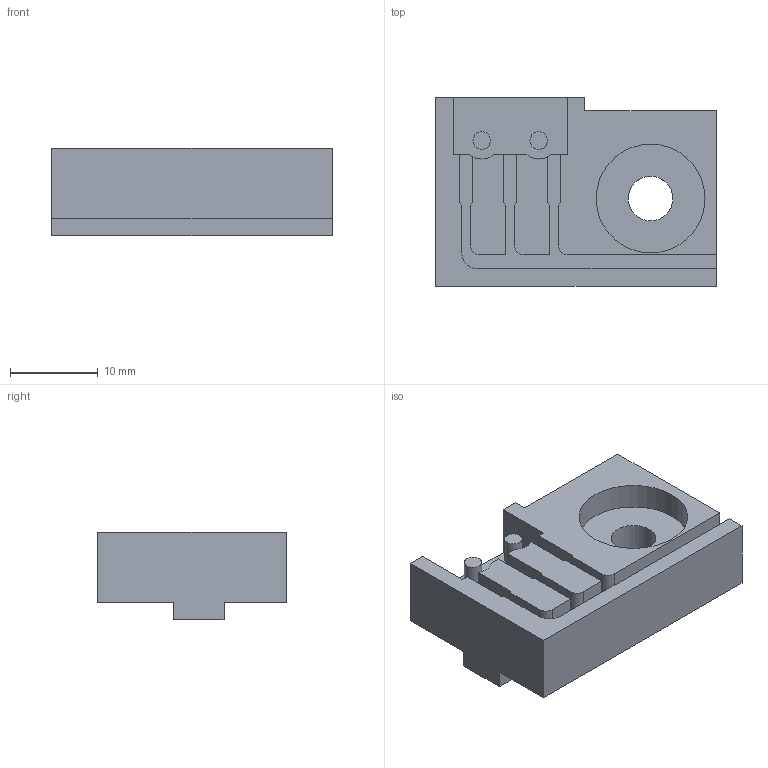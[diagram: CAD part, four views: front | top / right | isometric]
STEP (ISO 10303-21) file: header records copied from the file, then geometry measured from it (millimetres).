
FILE_DESCRIPTION(('FreeCAD Model'),'2;1');
FILE_NAME('Limit Switch Bed.step' ,'2019-08-30T22:07:43',(''),(''),'Open CASCADE STEP processor 7.3', 'FreeCAD','Unknown');
FILE_SCHEMA(('AUTOMOTIVE_DESIGN { 1 0 10303 214 1 1 1 1 }'));
Length unit declared in the file: millimetre
Products named in the file (1): LimitSwitchBed
Bounding box: 32 x 21.5 x 10 mm (x, y, z)
Volume: 4352.5 mm3; surface area: 3149.6 mm2
Topology: 1 solids, 1 shells, 57 faces, 156 edges, 104 vertices
Faces by surface type: plane 47, cylinder 10
Full cylindrical faces by diameter (mm): 2 x2, 5.1 x1, 12.4 x1
Entity records: 3860 total; most frequent: CARTESIAN_POINT 660, DIRECTION 601, LINE 424, VECTOR 424, ORIENTED_EDGE 312, PCURVE 312, DEFINITIONAL_REPRESENTATION 312, EDGE_CURVE 156
